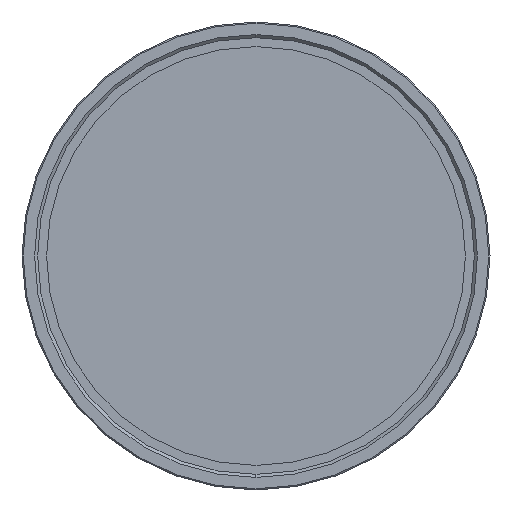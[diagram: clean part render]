
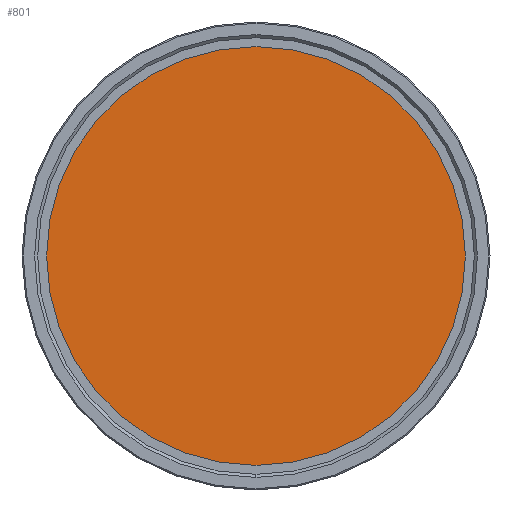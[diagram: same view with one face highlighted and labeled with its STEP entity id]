
A CAD part, left-side view. The second image highlights one B-rep face of the part: STEP entity #801.
In plain terms, the highlighted planar face has unit normal (-1, 0, 0).
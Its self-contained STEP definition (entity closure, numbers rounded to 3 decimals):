
#46 = FACE_OUTER_BOUND ( 'NONE', #989, .T. ) ;
#124 = CARTESIAN_POINT ( 'NONE',  ( -71.733, 0., -34. ) ) ;
#160 = EDGE_CURVE ( 'NONE', #2364, #443, #1267, .T. ) ;
#188 = ORIENTED_EDGE ( 'NONE', *, *, #160, .T. ) ;
#196 = AXIS2_PLACEMENT_3D ( 'NONE', #203, #426, #1525 ) ;
#203 = CARTESIAN_POINT ( 'NONE',  ( -71.733, 0., 0. ) ) ;
#357 = AXIS2_PLACEMENT_3D ( 'NONE', #2422, #452, #490 ) ;
#426 = DIRECTION ( 'NONE',  ( -1., 0., 0. ) ) ;
#443 = VERTEX_POINT ( 'NONE', #124 ) ;
#452 = DIRECTION ( 'NONE',  ( -1., 0., 0. ) ) ;
#471 = CIRCLE ( 'NONE', #357, 34. ) ;
#490 = DIRECTION ( 'NONE',  ( 0., 0., 1. ) ) ;
#769 = AXIS2_PLACEMENT_3D ( 'NONE', #1557, #2329, #774 ) ;
#774 = DIRECTION ( 'NONE',  ( 0., 0., 1. ) ) ;
#801 = ADVANCED_FACE ( 'NONE', ( #46 ), #2110, .T. ) ;
#989 = EDGE_LOOP ( 'NONE', ( #1901, #188 ) ) ;
#1267 = CIRCLE ( 'NONE', #196, 34. ) ;
#1525 = DIRECTION ( 'NONE',  ( 0., 0., 1. ) ) ;
#1557 = CARTESIAN_POINT ( 'NONE',  ( -71.733, 0.463, 0. ) ) ;
#1901 = ORIENTED_EDGE ( 'NONE', *, *, #2136, .T. ) ;
#2096 = CARTESIAN_POINT ( 'NONE',  ( -71.733, 0., 34. ) ) ;
#2110 = PLANE ( 'NONE',  #769 ) ;
#2136 = EDGE_CURVE ( 'NONE', #443, #2364, #471, .T. ) ;
#2329 = DIRECTION ( 'NONE',  ( -1., 0., 0. ) ) ;
#2364 = VERTEX_POINT ( 'NONE', #2096 ) ;
#2422 = CARTESIAN_POINT ( 'NONE',  ( -71.733, 0., 0. ) ) ;
